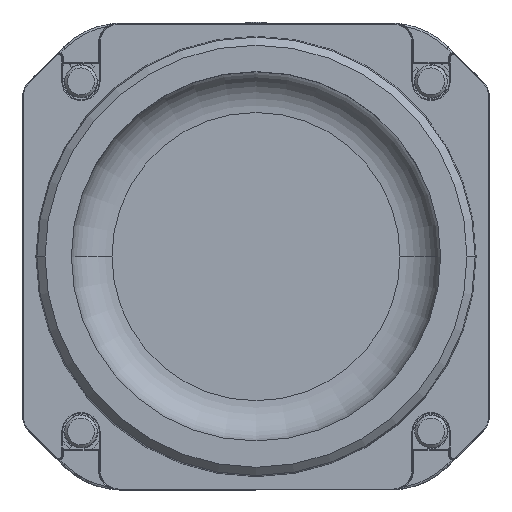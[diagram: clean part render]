
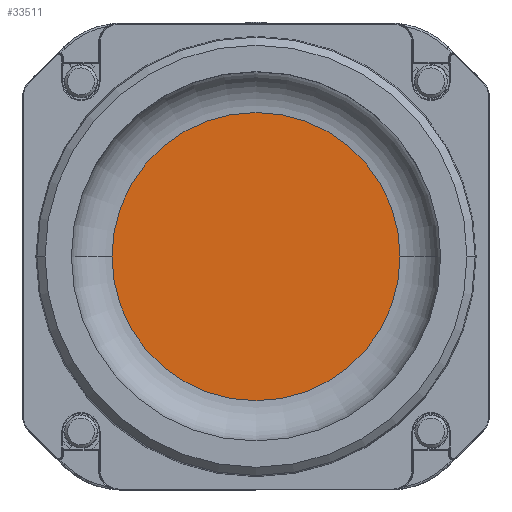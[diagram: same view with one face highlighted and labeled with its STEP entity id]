
A CAD part, top view. The second image highlights one B-rep face of the part: STEP entity #33511.
In plain terms, the highlighted planar face has unit normal (0, 0, 1).
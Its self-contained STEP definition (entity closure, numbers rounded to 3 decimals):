
#3121 = VERTEX_POINT ( 'NONE', #81675 ) ;
#6356 = ORIENTED_EDGE ( 'NONE', *, *, #18346, .T. ) ;
#11604 = DIRECTION ( 'NONE',  ( -1., 0., 0. ) ) ;
#13550 = CIRCLE ( 'NONE', #86120, 35.5 ) ;
#18346 = EDGE_CURVE ( 'NONE', #56237, #3121, #13550, .T. ) ;
#25883 = DIRECTION ( 'NONE',  ( 0., 0., 1. ) ) ;
#28475 = FACE_OUTER_BOUND ( 'NONE', #88521, .T. ) ;
#32582 = CARTESIAN_POINT ( 'NONE',  ( 0., 0., 6. ) ) ;
#33511 = ADVANCED_FACE ( 'NONE', ( #28475 ), #66128, .F. ) ;
#37447 = CARTESIAN_POINT ( 'NONE',  ( 0., 0., 6. ) ) ;
#45104 = CARTESIAN_POINT ( 'NONE',  ( -35.5, 0., 6. ) ) ;
#45107 = DIRECTION ( 'NONE',  ( -1., 0., 0. ) ) ;
#49941 = DIRECTION ( 'NONE',  ( 0., 0., 1. ) ) ;
#49976 = AXIS2_PLACEMENT_3D ( 'NONE', #32582, #25883, #93623 ) ;
#56237 = VERTEX_POINT ( 'NONE', #45104 ) ;
#60112 = DIRECTION ( 'NONE',  ( 0., 0., -1. ) ) ;
#64272 = CARTESIAN_POINT ( 'NONE',  ( 0., 0., 6. ) ) ;
#66128 = PLANE ( 'NONE',  #77782 ) ;
#73631 = ORIENTED_EDGE ( 'NONE', *, *, #82375, .T. ) ;
#77782 = AXIS2_PLACEMENT_3D ( 'NONE', #37447, #60112, #45107 ) ;
#81675 = CARTESIAN_POINT ( 'NONE',  ( 35.5, 0., 6. ) ) ;
#82375 = EDGE_CURVE ( 'NONE', #3121, #56237, #82455, .T. ) ;
#82455 = CIRCLE ( 'NONE', #49976, 35.5 ) ;
#86120 = AXIS2_PLACEMENT_3D ( 'NONE', #64272, #49941, #11604 ) ;
#88521 = EDGE_LOOP ( 'NONE', ( #6356, #73631 ) ) ;
#93623 = DIRECTION ( 'NONE',  ( -1., 0., 0. ) ) ;
